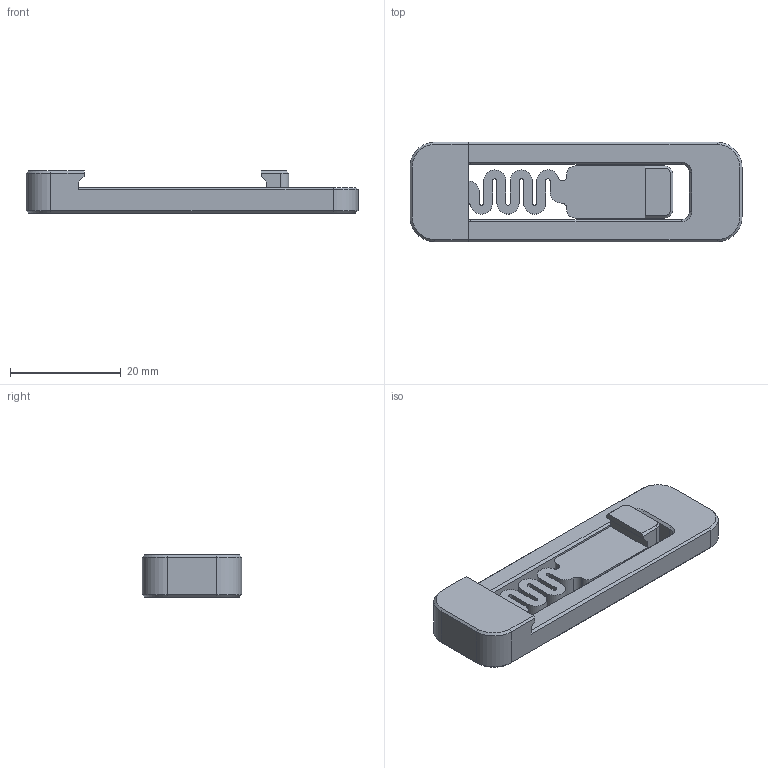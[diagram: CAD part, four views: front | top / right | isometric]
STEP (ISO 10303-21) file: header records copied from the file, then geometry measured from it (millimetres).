
FILE_DESCRIPTION(('FreeCAD Model'),'2;1');
FILE_NAME('Open CASCADE Shape Model','2023-05-12T21:11:57',(''),(''), 'Open CASCADE STEP processor 7.6','FreeCAD','Unknown');
FILE_SCHEMA(('AUTOMOTIVE_DESIGN { 1 0 10303 214 1 1 1 1 }'));
Length unit declared in the file: millimetre
Products named in the file (1): Body
Bounding box: 60 x 18 x 7.6 mm (x, y, z)
Volume: 4741.8 mm3; surface area: 3837.7 mm2
Topology: 1 solids, 1 shells, 117 faces, 310 edges, 198 vertices
Faces by surface type: plane 71, cylinder 30, cone 14, bspline 2
Entity records: 7824 total; most frequent: CARTESIAN_POINT 1494, DIRECTION 1210, LINE 782, VECTOR 782, ORIENTED_EDGE 620, PCURVE 620, DEFINITIONAL_REPRESENTATION 620, EDGE_CURVE 310
